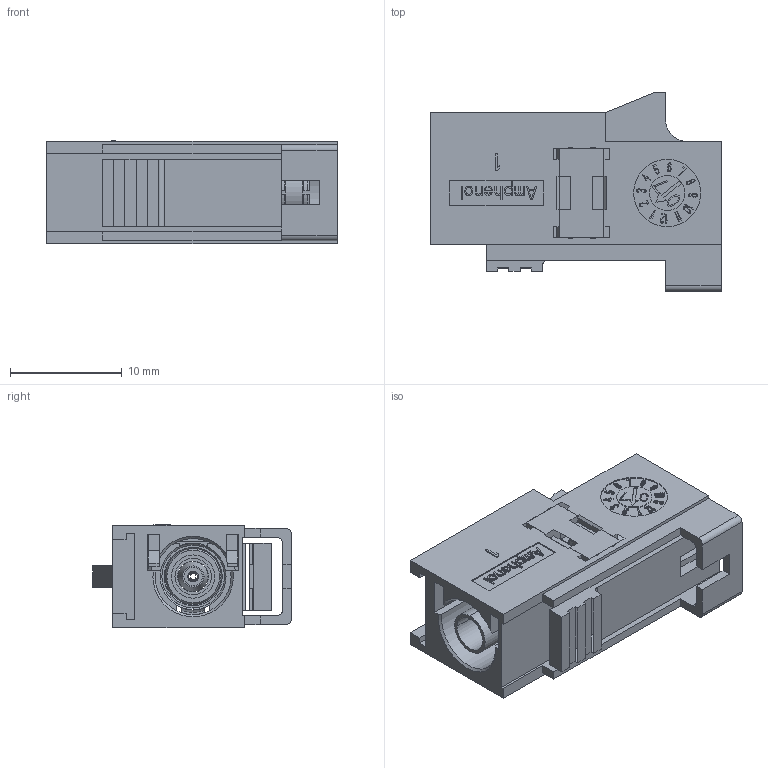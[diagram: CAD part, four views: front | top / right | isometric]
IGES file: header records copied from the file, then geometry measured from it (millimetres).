
Start section:  PTC IGES file: fa1-nxsj-c01-6.igs
Global section: file name: fa1-nxsj-c01-6.igs; native system: Pro/ENGINEER by Parametric Technology Corporation; preprocessor: 2010160; author: Arun Prabu; organization: Unknown; date: 20101201.154121; units: millimetre
Bounding box: 26 x 17.8 x 9.3 mm (x, y, z)
Surface area: 3030.5 mm2 (no closed solid volume)
Topology: 0 solids, 0 shells, 240 faces, 2648 edges, 2648 vertices
Faces by surface type: bspline 161, revolution 79
